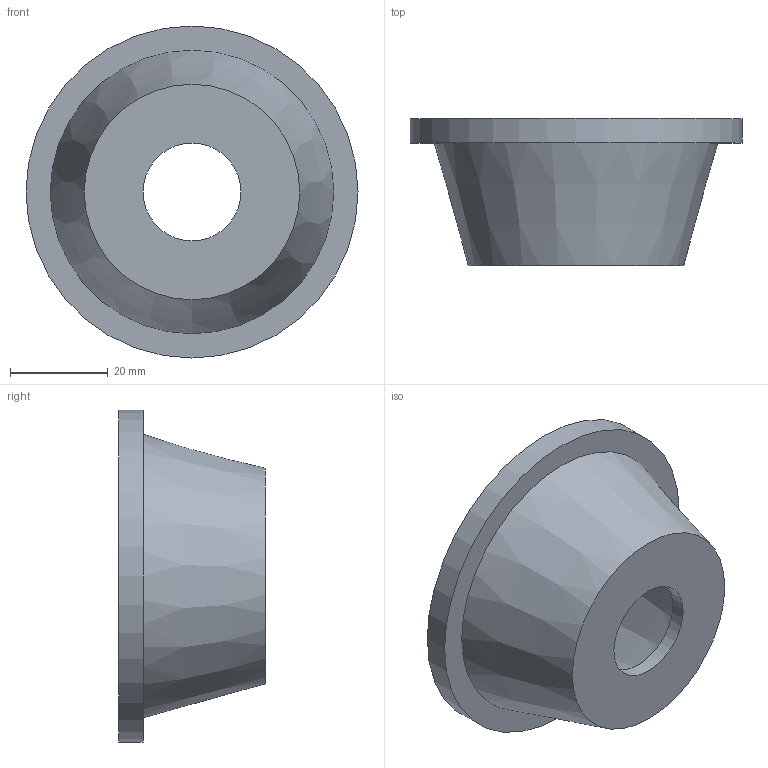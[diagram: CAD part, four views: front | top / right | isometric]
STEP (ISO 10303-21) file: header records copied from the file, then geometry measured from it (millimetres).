
FILE_DESCRIPTION(/* description */ (''),/* implementation_level */ '2;1');
FILE_NAME(/* name */ 'Tulipe avant endurance v1.step',/* time_stamp */ '2019-11-05T18:28:37+01:00',/* author */ (''),/* organization */ (''),/* preprocessor_version */ 'ST-DEVELOPER v18',/* originating_system */ 'Autodesk Translation Framework v8.6.0.1094',/* authorisation */ '');
FILE_SCHEMA (('AUTOMOTIVE_DESIGN { 1 0 10303 214 3 1 1 }'));
Length unit declared in the file: millimetre
Products named in the file (1): Tulipe avant endurance
Bounding box: 67.8 x 30 x 67.8 mm (x, y, z)
Volume: 34168.7 mm3; surface area: 13495.7 mm2
Topology: 1 solids, 1 shells, 10 faces, 21 edges, 16 vertices
Faces by surface type: plane 5, cylinder 3, cone 2
Full cylindrical faces by diameter (mm): 20 x1, 26 x1, 67.798 x1
Entity records: 333 total; most frequent: DIRECTION 59, CARTESIAN_POINT 48, ORIENTED_EDGE 42, AXIS2_PLACEMENT_3D 27, EDGE_CURVE 21, CIRCLE 16, VERTEX_POINT 16, EDGE_LOOP 15
